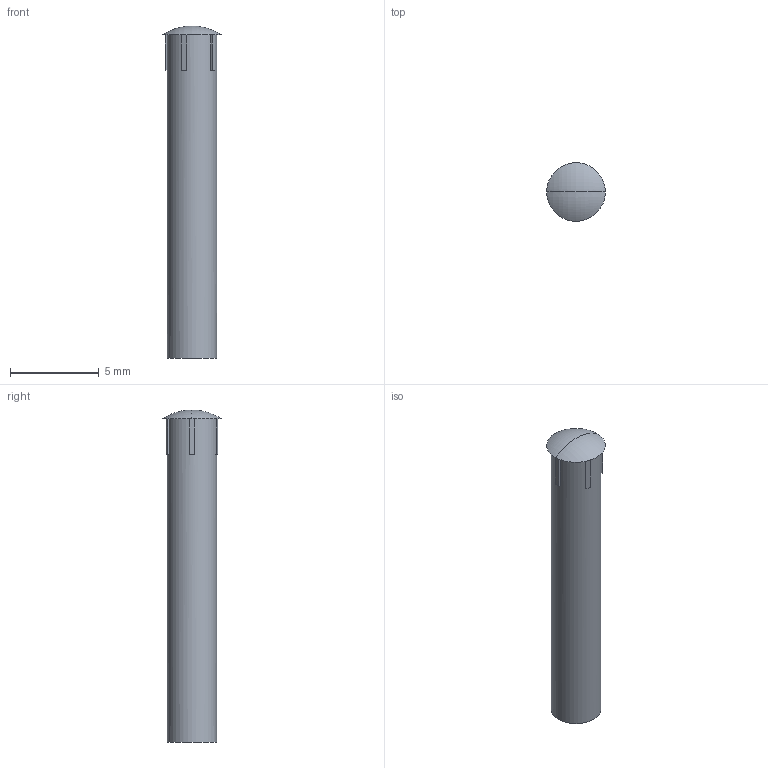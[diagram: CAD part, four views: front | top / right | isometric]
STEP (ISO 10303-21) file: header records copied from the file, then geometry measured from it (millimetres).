
FILE_DESCRIPTION(('FreeCAD Model'),'2;1');
FILE_NAME('118-lgt3.0-l-18.7.step','2018-03-14T00:00:38', ('Author'),(''),'Open CASCADE STEP processor 6.8','FreeCAD','Unknown' );
FILE_SCHEMA(('AUTOMOTIVE_DESIGN_CC2 { 1 2 10303 214 -1 1 5 4 }'));
Length unit declared in the file: millimetre
Products named in the file (1): Fusion
Bounding box: 3.3 x 3.3 x 18.7 mm (x, y, z)
Volume: 114.5 mm3; surface area: 180 mm2
Topology: 1 solids, 1 shells, 25 faces, 67 edges, 45 vertices
Faces by surface type: plane 22, revolution 2, cylinder 1
Full cylindrical faces by diameter (mm): 2.8 x1
Entity records: 2098 total; most frequent: CARTESIAN_POINT 762, DIRECTION 236, LINE 149, VECTOR 149, ORIENTED_EDGE 134, PCURVE 134, DEFINITIONAL_REPRESENTATION 134, EDGE_CURVE 67
